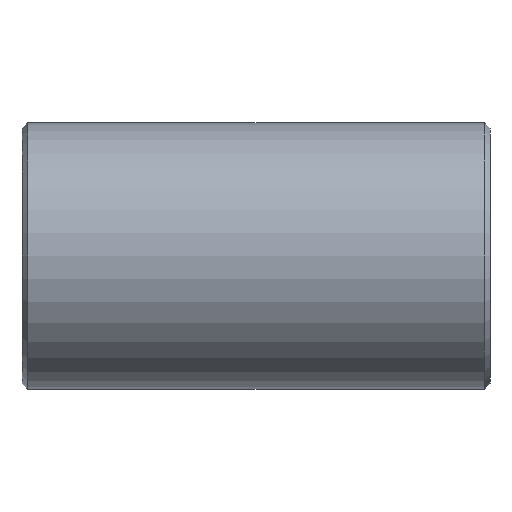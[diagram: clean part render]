
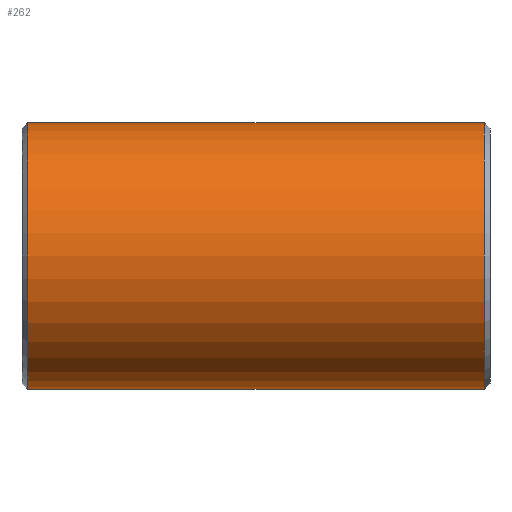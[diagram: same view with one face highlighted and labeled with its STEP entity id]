
A CAD part, front view. The second image highlights one B-rep face of the part: STEP entity #262.
In plain terms, the highlighted cylindrical face has radius 70.65 mm (diameter 141.3 mm), a partial arc.
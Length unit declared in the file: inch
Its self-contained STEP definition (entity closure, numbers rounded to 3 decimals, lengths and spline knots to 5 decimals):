
#56 = FACE_OUTER_BOUND ( 'NONE', #293, .T. ) ;
#103 = ORIENTED_EDGE ( 'NONE', *, *, #294, .T. ) ;
#129 = CARTESIAN_POINT ( 'NONE',  ( -4.755, 0., -2.7815 ) ) ;
#148 = CARTESIAN_POINT ( 'NONE',  ( 4.88, 0., -2.7815 ) ) ;
#166 = ORIENTED_EDGE ( 'NONE', *, *, #396, .T. ) ;
#188 = DIRECTION ( 'NONE',  ( 0., 0., -1. ) ) ;
#193 = ORIENTED_EDGE ( 'NONE', *, *, #758, .T. ) ;
#236 = DIRECTION ( 'NONE',  ( -1., 0., 0. ) ) ;
#259 = LINE ( 'NONE', #148, #706 ) ;
#262 = ADVANCED_FACE ( 'NONE', ( #56 ), #308, .T. ) ;
#291 = LINE ( 'NONE', #696, #524 ) ;
#293 = EDGE_LOOP ( 'NONE', ( #577, #166, #193, #103 ) ) ;
#294 = EDGE_CURVE ( 'NONE', #431, #489, #669, .T. ) ;
#302 = VERTEX_POINT ( 'NONE', #649 ) ;
#304 = DIRECTION ( 'NONE',  ( 0., 0., 1. ) ) ;
#308 = CYLINDRICAL_SURFACE ( 'NONE', #376, 2.7815 ) ;
#312 = CARTESIAN_POINT ( 'NONE',  ( -4.755, 0., 0. ) ) ;
#313 = AXIS2_PLACEMENT_3D ( 'NONE', #312, #534, #304 ) ;
#375 = DIRECTION ( 'NONE',  ( -1., 0., 0. ) ) ;
#376 = AXIS2_PLACEMENT_3D ( 'NONE', #723, #236, #528 ) ;
#396 = EDGE_CURVE ( 'NONE', #302, #700, #531, .T. ) ;
#431 = VERTEX_POINT ( 'NONE', #666 ) ;
#489 = VERTEX_POINT ( 'NONE', #129 ) ;
#524 = VECTOR ( 'NONE', #701, 39.37008 ) ;
#528 = DIRECTION ( 'NONE',  ( 0., 0., 1. ) ) ;
#531 = CIRCLE ( 'NONE', #741, 2.7815 ) ;
#534 = DIRECTION ( 'NONE',  ( 1., 0., 0. ) ) ;
#555 = EDGE_CURVE ( 'NONE', #302, #489, #259, .T. ) ;
#577 = ORIENTED_EDGE ( 'NONE', *, *, #555, .F. ) ;
#649 = CARTESIAN_POINT ( 'NONE',  ( 4.755, 0., -2.7815 ) ) ;
#666 = CARTESIAN_POINT ( 'NONE',  ( -4.755, 0., 2.7815 ) ) ;
#669 = CIRCLE ( 'NONE', #313, 2.7815 ) ;
#696 = CARTESIAN_POINT ( 'NONE',  ( 4.88, 0., 2.7815 ) ) ;
#700 = VERTEX_POINT ( 'NONE', #778 ) ;
#701 = DIRECTION ( 'NONE',  ( -1., 0., 0. ) ) ;
#706 = VECTOR ( 'NONE', #375, 39.37008 ) ;
#715 = CARTESIAN_POINT ( 'NONE',  ( 4.755, 0., 0. ) ) ;
#723 = CARTESIAN_POINT ( 'NONE',  ( 4.88, 0., 0. ) ) ;
#729 = DIRECTION ( 'NONE',  ( -1., 0., 0. ) ) ;
#741 = AXIS2_PLACEMENT_3D ( 'NONE', #715, #729, #188 ) ;
#758 = EDGE_CURVE ( 'NONE', #700, #431, #291, .T. ) ;
#778 = CARTESIAN_POINT ( 'NONE',  ( 4.755, 0., 2.7815 ) ) ;
